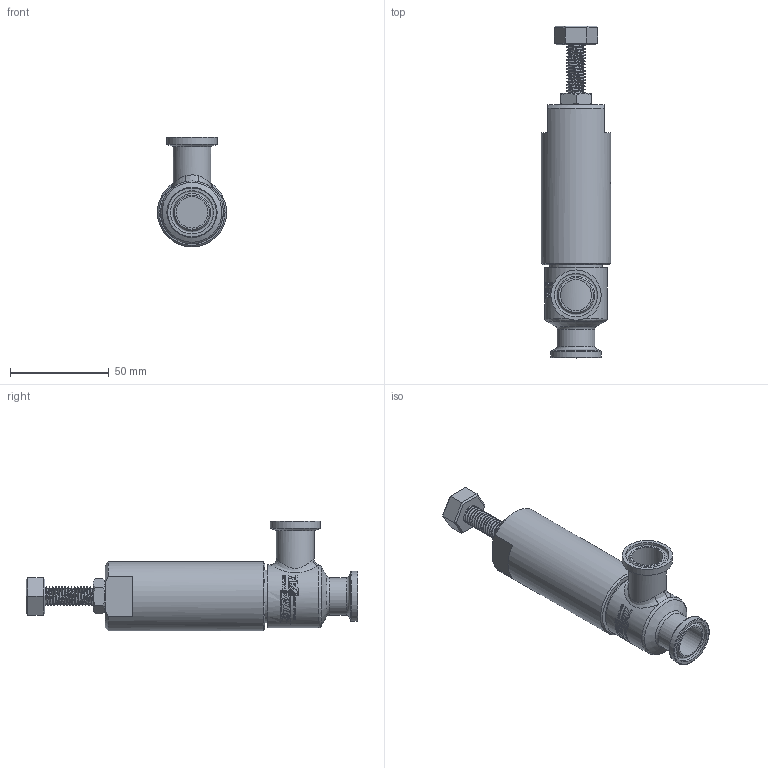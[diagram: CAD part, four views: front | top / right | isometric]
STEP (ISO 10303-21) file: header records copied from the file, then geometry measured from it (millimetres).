
FILE_DESCRIPTION (( 'STEP AP214' ), '1' );
FILE_NAME ('RVC05-07TC.STEP', '2023-12-08T12:43:24', ( '' ), ( '' ), 'SwSTEP 2.0', 'SolidWorks 2018', '' );
FILE_SCHEMA (( 'AUTOMOTIVE_DESIGN' ));
Length unit declared in the file: inch
Products named in the file (2): RVC05-07TC
Bounding box: 34.98 x 167.98 x 55.58 mm (x, y, z)
Volume: 109516.9 mm3; surface area: 23227 mm2
Topology: 2 solids, 2 shells, 319 faces, 790 edges, 511 vertices
Faces by surface type: plane 139, bspline 107, cylinder 43, cone 23, torus 7
Full cylindrical faces by diameter (mm): 1.651 x1, 9.012 x1, 10.3 x1, 15.748 x1, 15.875 x1, 19.05 x2, 21.869 x2, 25.4 x2, 26.619 x1, 26.676 x1, 31.75 x1, 34.982 x1
Entity records: 27681 total; most frequent: CARTESIAN_POINT 18359, ORIENTED_EDGE 1504, DIRECTION 983, EDGE_CURVE 752, VERTEX_POINT 504, AXIS2_PLACEMENT_3D 448, B_SPLINE_CURVE_WITH_KNOTS 424, EDGE_LOOP 388
